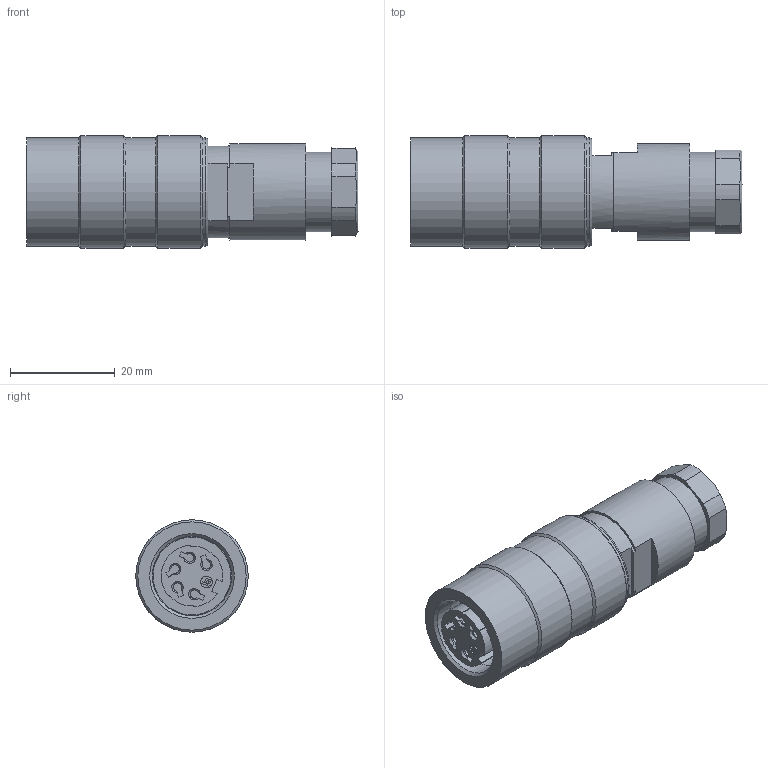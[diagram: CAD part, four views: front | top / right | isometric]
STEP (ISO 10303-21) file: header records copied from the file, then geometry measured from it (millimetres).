
FILE_DESCRIPTION(/* description */ (''),/* implementation_level */ '2;1');
FILE_NAME(/* name */ '09_0114_70_05_001_00.stp',/* time_stamp */ '2014-10-06T14:53:15+02:00',/* author */ (''),/* organization */ (''),/* preprocessor_version */ 'ST-DEVELOPER v14',/* originating_system */ 'SIEMENS PLM Software NX 8.0',/* authorisation */ '');
FILE_SCHEMA (('AP203_CONFIGURATION_CONTROLLED_3D_DESIGN_OF_MECHANICAL_PARTS_AND_ASSEMBLIES_MIM_LF { 1 0 10303 403 2 1 2}'));
Length unit declared in the file: millimetre
Products named in the file (1): cerl15A4D7510od1
Bounding box: 63.5 x 21.5 x 21.5 mm (x, y, z)
Volume: 17939.5 mm3; surface area: 5938.3 mm2
Topology: 1 solids, 3 shells, 142 faces, 355 edges, 234 vertices
Faces by surface type: plane 87, cylinder 42, cone 12, torus 1
Full cylindrical faces by diameter (mm): 2.25 x1, 2.5 x1, 14.9 x1, 15.188 x1, 15.2 x1, 16 x1, 18.5 x1, 20.7 x3, 21.5 x2
Entity records: 4198 total; most frequent: CARTESIAN_POINT 750, DIRECTION 700, ORIENTED_EDGE 660, EDGE_CURVE 330, AXIS2_PLACEMENT_3D 243, VERTEX_POINT 229, LINE 214, VECTOR 214
